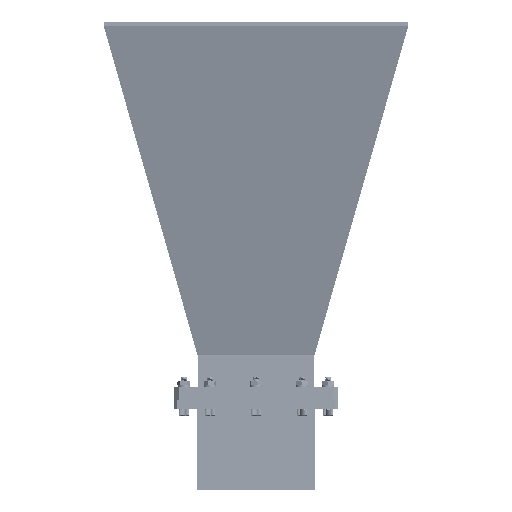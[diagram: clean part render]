
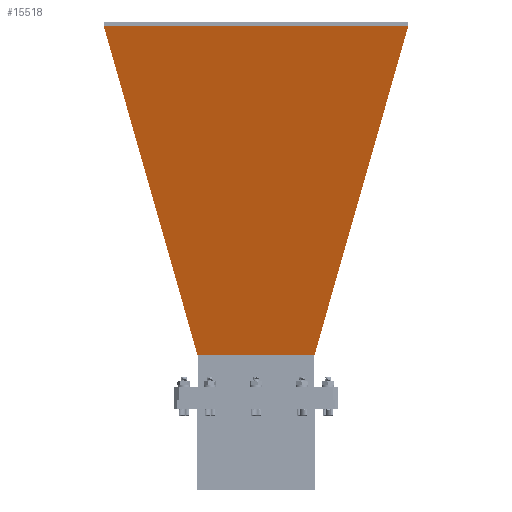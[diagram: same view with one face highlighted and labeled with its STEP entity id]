
A CAD part, front view. The second image highlights one B-rep face of the part: STEP entity #15518.
In plain terms, the highlighted face is planar.
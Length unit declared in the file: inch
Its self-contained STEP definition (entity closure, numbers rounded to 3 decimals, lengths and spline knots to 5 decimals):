
#1616 = CARTESIAN_POINT ( 'NONE',  ( -2.74856, 0., 8.39076 ) ) ;
#1646 = VERTEX_POINT ( 'NONE', #2079 ) ;
#1857 = CARTESIAN_POINT ( 'NONE',  ( -1.19311, 0., 1.95443 ) ) ;
#1969 = CARTESIAN_POINT ( 'NONE',  ( -1.19311, 2.2688, 1.95443 ) ) ;
#2079 = CARTESIAN_POINT ( 'NONE',  ( -4.27464, 5.90288, 14.70559 ) ) ;
#2267 = AXIS2_PLACEMENT_3D ( 'NONE', #1616, #2651, #5479 ) ;
#2651 = DIRECTION ( 'NONE',  ( -0.972, 0., -0.235 ) ) ;
#2683 = DIRECTION ( 'NONE',  ( 0., 1., 0. ) ) ;
#2898 = PLANE ( 'NONE',  #2267 ) ;
#3238 = EDGE_CURVE ( 'NONE', #3259, #11365, #9578, .T. ) ;
#3259 = VERTEX_POINT ( 'NONE', #14085 ) ;
#3856 = CARTESIAN_POINT ( 'NONE',  ( -4.27464, 0., 14.70559 ) ) ;
#3874 = VECTOR ( 'NONE', #13096, 39.37008 ) ;
#3986 = ORIENTED_EDGE ( 'NONE', *, *, #8672, .T. ) ;
#4654 = ORIENTED_EDGE ( 'NONE', *, *, #9721, .F. ) ;
#4946 = DIRECTION ( 'NONE',  ( -0.226, 0.267, 0.937 ) ) ;
#5479 = DIRECTION ( 'NONE',  ( -0.235, 0., 0.972 ) ) ;
#7970 = ORIENTED_EDGE ( 'NONE', *, *, #3238, .F. ) ;
#8656 = VECTOR ( 'NONE', #16609, 39.37008 ) ;
#8672 = EDGE_CURVE ( 'NONE', #3259, #1646, #14305, .T. ) ;
#8935 = CARTESIAN_POINT ( 'NONE',  ( -1.19311, -2.2688, 1.95443 ) ) ;
#9578 = LINE ( 'NONE', #11544, #8656 ) ;
#9721 = EDGE_CURVE ( 'NONE', #16117, #1646, #11356, .T. ) ;
#10430 = ORIENTED_EDGE ( 'NONE', *, *, #16429, .T. ) ;
#11356 = LINE ( 'NONE', #12883, #15882 ) ;
#11365 = VERTEX_POINT ( 'NONE', #8935 ) ;
#11544 = CARTESIAN_POINT ( 'NONE',  ( -4.27464, -5.90288, 14.70559 ) ) ;
#12883 = CARTESIAN_POINT ( 'NONE',  ( -1.19311, 2.2688, 1.95443 ) ) ;
#13096 = DIRECTION ( 'NONE',  ( 0., -1., 0. ) ) ;
#13101 = FACE_OUTER_BOUND ( 'NONE', #15296, .T. ) ;
#13419 = LINE ( 'NONE', #1857, #3874 ) ;
#14085 = CARTESIAN_POINT ( 'NONE',  ( -4.27464, -5.90288, 14.70559 ) ) ;
#14305 = LINE ( 'NONE', #3856, #14964 ) ;
#14964 = VECTOR ( 'NONE', #2683, 39.37008 ) ;
#15296 = EDGE_LOOP ( 'NONE', ( #10430, #7970, #3986, #4654 ) ) ;
#15518 = ADVANCED_FACE ( 'NONE', ( #13101 ), #2898, .T. ) ;
#15882 = VECTOR ( 'NONE', #4946, 39.37008 ) ;
#16117 = VERTEX_POINT ( 'NONE', #1969 ) ;
#16429 = EDGE_CURVE ( 'NONE', #16117, #11365, #13419, .T. ) ;
#16609 = DIRECTION ( 'NONE',  ( 0.226, 0.267, -0.937 ) ) ;
